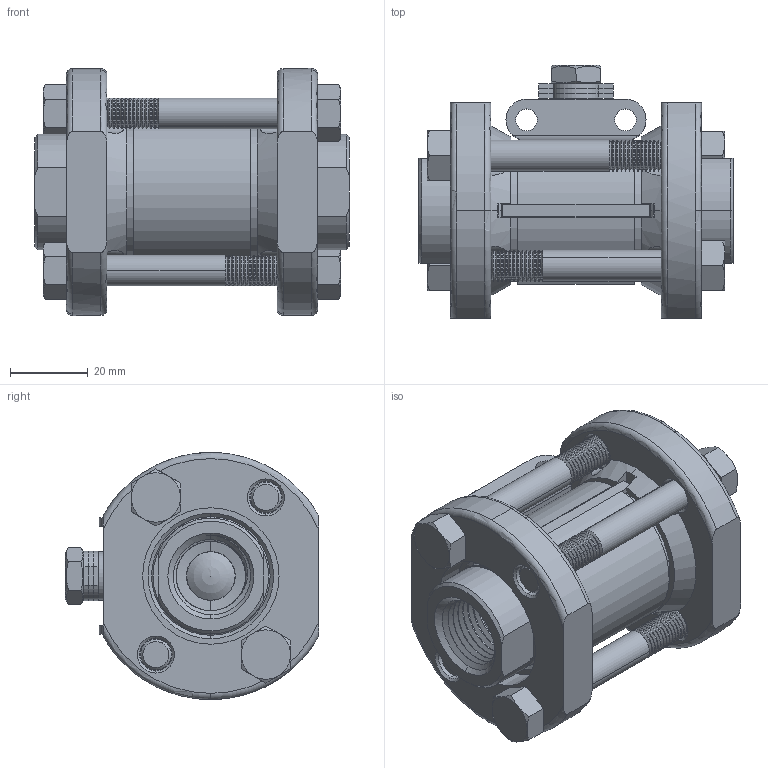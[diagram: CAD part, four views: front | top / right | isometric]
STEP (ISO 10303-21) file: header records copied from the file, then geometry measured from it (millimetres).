
FILE_DESCRIPTION (( 'STEP AP203' ), '1' );
FILE_NAME ('25XXSESZ.step', '2018-04-12T16:22:32', ( '' ), ( '' ), 'SwSTEP 2.0', 'SolidWorks 2017', '' );
FILE_SCHEMA (( 'CONFIG_CONTROL_DESIGN' ));
Products named in the file (1): 25XXSESZ
Bounding box: 80.77 x 65.06 x 63.5 mm (x, y, z)
Volume: 111897.8 mm3; surface area: 59341.7 mm2
Topology: 25 solids, 25 shells, 1238 faces, 3506 edges, 2377 vertices
Faces by surface type: cone 477, cylinder 463, plane 186, bspline 78, torus 32, sphere 2
Entity records: 88813 total; most frequent: CARTESIAN_POINT 57113, ORIENTED_EDGE 7000, DIRECTION 6394, EDGE_CURVE 3500, AXIS2_PLACEMENT_3D 2603, VERTEX_POINT 2373, CIRCLE 1442, EDGE_LOOP 1365
